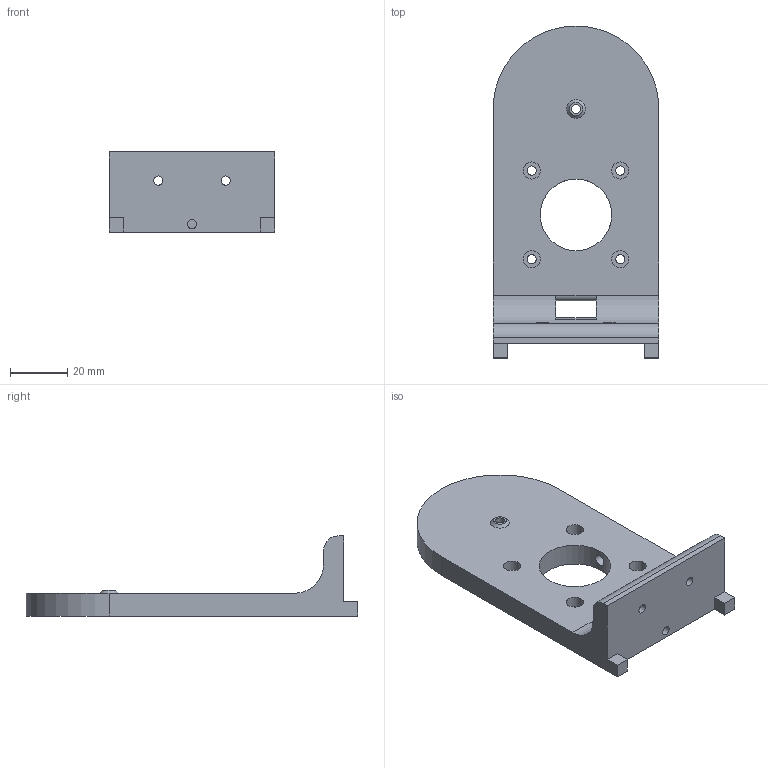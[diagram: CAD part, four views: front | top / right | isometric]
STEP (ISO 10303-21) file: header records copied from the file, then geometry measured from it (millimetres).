
FILE_DESCRIPTION(/* description */ (''),/* implementation_level */ '2;1');
FILE_NAME(/* name */ 'Gear Side Support.stp',/* time_stamp */ '2020-09-01T18:50:42+01:00',/* author */ ('isaac879'),/* organization */ (''),/* preprocessor_version */ 'ST-DEVELOPER v18',/* originating_system */ 'Autodesk Inventor 2020',/* authorisation */ '');
FILE_SCHEMA (('AUTOMOTIVE_DESIGN { 1 0 10303 214 3 1 1 }'));
Length unit declared in the file: millimetre
Products named in the file (1): Gear Side Support
Bounding box: 58 x 116 x 28 mm (x, y, z)
Volume: 52089.4 mm3; surface area: 17853.3 mm2
Topology: 1 solids, 1 shells, 53 faces, 147 edges, 101 vertices
Faces by surface type: plane 29, cylinder 23, cone 1
Full cylindrical faces by diameter (mm): 3 x1, 3.2 x8, 4 x1, 6 x4, 25 x1
Entity records: 1877 total; most frequent: CARTESIAN_POINT 373, DIRECTION 308, ORIENTED_EDGE 294, EDGE_CURVE 147, AXIS2_PLACEMENT_3D 112, VERTEX_POINT 101, LINE 84, VECTOR 84
